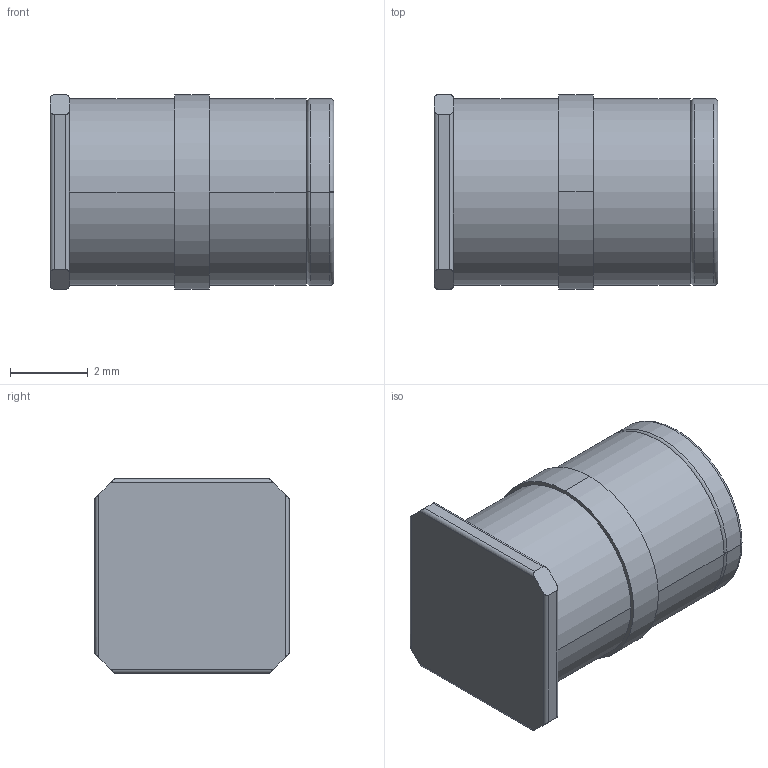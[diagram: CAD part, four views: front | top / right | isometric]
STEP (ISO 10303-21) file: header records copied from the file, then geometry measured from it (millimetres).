
FILE_DESCRIPTION(('STEP AP242'),'1');
FILE_NAME('2036-23-sm-rplf.stp','2022-11-09T12:45:37',('TraceParts'),('TraceParts S.A.'),'Spatial InterOp 3D',' ',' ');
FILE_SCHEMA(('AP242_MANAGED_MODEL_BASED_3D_ENGINEERING_MIM_LF {1 0 10303 442 1 1 4}'));
Length unit declared in the file: millimetre
Products named in the file (1): 2036-23-sm-rplf_1
Bounding box: 7.3 x 5 x 5 mm (x, y, z)
Volume: 133.9 mm3; surface area: 196.1 mm2
Topology: 2 solids, 2 shells, 47 faces, 110 edges, 70 vertices
Faces by surface type: cylinder 20, plane 19, torus 8
Entity records: 1453 total; most frequent: CARTESIAN_POINT 341, DIRECTION 238, ORIENTED_EDGE 220, EDGE_CURVE 110, AXIS2_PLACEMENT_3D 95, VERTEX_POINT 70, EDGE_LOOP 52, LINE 48
